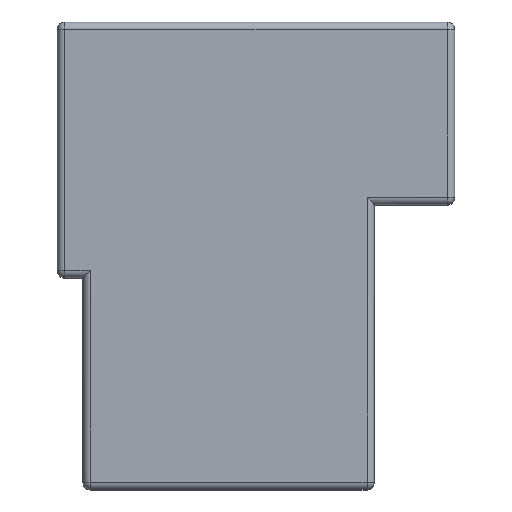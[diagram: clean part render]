
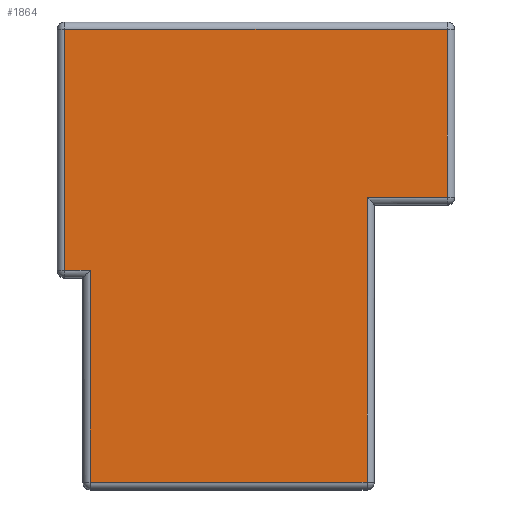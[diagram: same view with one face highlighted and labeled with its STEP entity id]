
A CAD part, top view. The second image highlights one B-rep face of the part: STEP entity #1864.
In plain terms, the highlighted planar face has unit normal (0, 0, 1).
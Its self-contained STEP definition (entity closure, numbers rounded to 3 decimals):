
#52 = ORIENTED_EDGE ( 'NONE', *, *, #4950, .T. ) ;
#136 = DIRECTION ( 'NONE',  ( 0., 1., 0. ) ) ;
#879 = VECTOR ( 'NONE', #136, 1000. ) ;
#1864 = ADVANCED_FACE ( 'NONE', ( #5992 ), #4448, .T. ) ;
#1946 = VECTOR ( 'NONE', #9770, 1000. ) ;
#2028 = VECTOR ( 'NONE', #12923, 1000. ) ;
#2030 = CARTESIAN_POINT ( 'NONE',  ( -13.6, 15.5, 20. ) ) ;
#2044 = CARTESIAN_POINT ( 'NONE',  ( 13.1, 16., 20. ) ) ;
#2098 = DIRECTION ( 'NONE',  ( 0., 0., 1. ) ) ;
#2567 = VERTEX_POINT ( 'NONE', #12251 ) ;
#2639 = CARTESIAN_POINT ( 'NONE',  ( 7.6, 4., 20. ) ) ;
#2756 = CARTESIAN_POINT ( 'NONE',  ( 8.1, -15.5, 20. ) ) ;
#3224 = EDGE_CURVE ( 'NONE', #6800, #3958, #15690, .T. ) ;
#3667 = EDGE_CURVE ( 'NONE', #3958, #2567, #14484, .T. ) ;
#3917 = ORIENTED_EDGE ( 'NONE', *, *, #6515, .T. ) ;
#3958 = VERTEX_POINT ( 'NONE', #4547 ) ;
#4448 = PLANE ( 'NONE',  #8835 ) ;
#4547 = CARTESIAN_POINT ( 'NONE',  ( 13.1, 4., 20. ) ) ;
#4950 = EDGE_CURVE ( 'NONE', #16231, #9131, #14204, .T. ) ;
#5088 = VERTEX_POINT ( 'NONE', #11081 ) ;
#5313 = VECTOR ( 'NONE', #12980, 1000. ) ;
#5349 = EDGE_CURVE ( 'NONE', #13637, #16593, #5779, .T. ) ;
#5462 = LINE ( 'NONE', #8645, #10992 ) ;
#5779 = LINE ( 'NONE', #15840, #13017 ) ;
#5942 = ORIENTED_EDGE ( 'NONE', *, *, #5349, .T. ) ;
#5992 = FACE_OUTER_BOUND ( 'NONE', #8988, .T. ) ;
#5996 = CARTESIAN_POINT ( 'NONE',  ( -13.1, -1., 20. ) ) ;
#6503 = LINE ( 'NONE', #11677, #879 ) ;
#6515 = EDGE_CURVE ( 'NONE', #2567, #5088, #15141, .T. ) ;
#6555 = CARTESIAN_POINT ( 'NONE',  ( 13.6, 4., 20. ) ) ;
#6570 = ORIENTED_EDGE ( 'NONE', *, *, #3667, .T. ) ;
#6696 = EDGE_CURVE ( 'NONE', #9131, #6800, #6503, .T. ) ;
#6750 = DIRECTION ( 'NONE',  ( 0., -1., 0. ) ) ;
#6800 = VERTEX_POINT ( 'NONE', #2639 ) ;
#6874 = DIRECTION ( 'NONE',  ( 1., 0., 0. ) ) ;
#7194 = DIRECTION ( 'NONE',  ( 0., 1., 0. ) ) ;
#7370 = VECTOR ( 'NONE', #7194, 1000. ) ;
#7644 = ORIENTED_EDGE ( 'NONE', *, *, #9051, .T. ) ;
#7722 = ORIENTED_EDGE ( 'NONE', *, *, #6696, .T. ) ;
#7830 = ORIENTED_EDGE ( 'NONE', *, *, #15983, .T. ) ;
#8645 = CARTESIAN_POINT ( 'NONE',  ( -11.35, -16., 20. ) ) ;
#8835 = AXIS2_PLACEMENT_3D ( 'NONE', #15981, #2098, #9581 ) ;
#8884 = CARTESIAN_POINT ( 'NONE',  ( 7.6, -15.5, 20. ) ) ;
#8987 = CARTESIAN_POINT ( 'NONE',  ( -13.1, -1.5, 20. ) ) ;
#8988 = EDGE_LOOP ( 'NONE', ( #6570, #3917, #7830, #5942, #7644, #52, #7722, #10560 ) ) ;
#9051 = EDGE_CURVE ( 'NONE', #16593, #16231, #5462, .T. ) ;
#9131 = VERTEX_POINT ( 'NONE', #8884 ) ;
#9581 = DIRECTION ( 'NONE',  ( 1., 0., 0. ) ) ;
#9770 = DIRECTION ( 'NONE',  ( -1., 0., 0. ) ) ;
#10560 = ORIENTED_EDGE ( 'NONE', *, *, #3224, .T. ) ;
#10992 = VECTOR ( 'NONE', #6750, 1000. ) ;
#11081 = CARTESIAN_POINT ( 'NONE',  ( -13.1, 15.5, 20. ) ) ;
#11677 = CARTESIAN_POINT ( 'NONE',  ( 7.6, 3.5, 20. ) ) ;
#12103 = CARTESIAN_POINT ( 'NONE',  ( -11.35, -15.5, 20. ) ) ;
#12251 = CARTESIAN_POINT ( 'NONE',  ( 13.1, 15.5, 20. ) ) ;
#12733 = LINE ( 'NONE', #8987, #15075 ) ;
#12923 = DIRECTION ( 'NONE',  ( 1., 0., 0. ) ) ;
#12980 = DIRECTION ( 'NONE',  ( 1., 0., 0. ) ) ;
#13017 = VECTOR ( 'NONE', #6874, 1000. ) ;
#13637 = VERTEX_POINT ( 'NONE', #5996 ) ;
#13846 = DIRECTION ( 'NONE',  ( 0., -1., 0. ) ) ;
#14204 = LINE ( 'NONE', #2756, #2028 ) ;
#14484 = LINE ( 'NONE', #2044, #7370 ) ;
#14620 = CARTESIAN_POINT ( 'NONE',  ( -11.35, -1., 20. ) ) ;
#15075 = VECTOR ( 'NONE', #13846, 1000. ) ;
#15141 = LINE ( 'NONE', #2030, #1946 ) ;
#15690 = LINE ( 'NONE', #6555, #5313 ) ;
#15840 = CARTESIAN_POINT ( 'NONE',  ( -11.85, -1., 20. ) ) ;
#15981 = CARTESIAN_POINT ( 'NONE',  ( 0., 0., 20. ) ) ;
#15983 = EDGE_CURVE ( 'NONE', #5088, #13637, #12733, .T. ) ;
#16231 = VERTEX_POINT ( 'NONE', #12103 ) ;
#16593 = VERTEX_POINT ( 'NONE', #14620 ) ;
